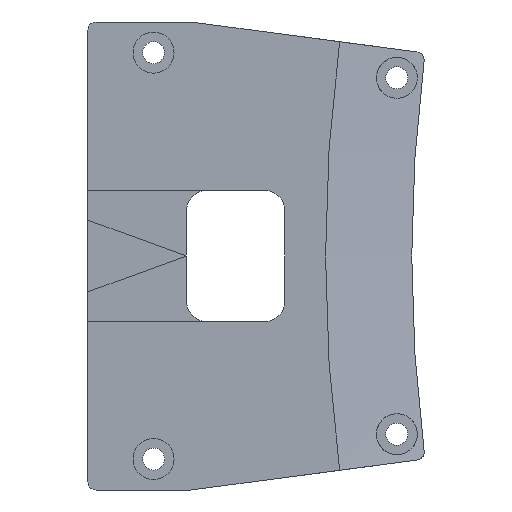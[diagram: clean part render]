
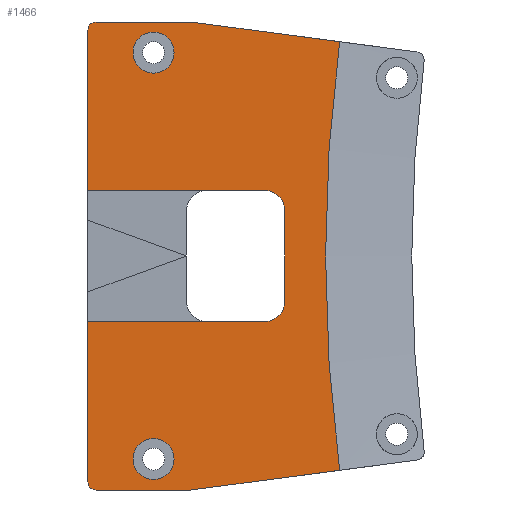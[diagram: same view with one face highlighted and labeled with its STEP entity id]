
A CAD part, front view. The second image highlights one B-rep face of the part: STEP entity #1466.
In plain terms, the highlighted planar face has unit normal (0, -1, 0).
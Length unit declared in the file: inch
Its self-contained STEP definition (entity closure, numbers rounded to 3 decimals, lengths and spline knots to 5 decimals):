
#71=FACE_BOUND('',#269,.T.);
#72=FACE_BOUND('',#270,.T.);
#110=CIRCLE('',#1578,9.96);
#122=CIRCLE('',#1603,0.05);
#123=CIRCLE('',#1606,0.125);
#124=CIRCLE('',#1607,0.125);
#125=CIRCLE('',#1608,0.05);
#126=CIRCLE('',#1609,0.125);
#127=CIRCLE('',#1610,0.125);
#178=FACE_OUTER_BOUND('',#268,.T.);
#268=EDGE_LOOP('',(#1177,#1178,#1179,#1180,#1181,#1182,#1183,#1184,#1185,
#1186,#1187,#1188,#1189,#1190));
#269=EDGE_LOOP('',(#1191));
#270=EDGE_LOOP('',(#1192));
#347=LINE('',#2144,#486);
#355=LINE('',#2160,#494);
#373=LINE('',#2213,#512);
#395=LINE('',#2390,#534);
#402=LINE('',#2415,#541);
#423=LINE('',#2588,#562);
#424=LINE('',#2591,#563);
#425=LINE('',#2595,#564);
#426=LINE('',#2598,#565);
#486=VECTOR('',#1704,0.3937);
#494=VECTOR('',#1712,0.3937);
#512=VECTOR('',#1760,0.3937);
#534=VECTOR('',#1814,0.3937);
#541=VECTOR('',#1835,0.3937);
#562=VECTOR('',#1918,0.3937);
#563=VECTOR('',#1921,0.3937);
#564=VECTOR('',#1924,0.3937);
#565=VECTOR('',#1927,0.3937);
#624=VERTEX_POINT('',#2141);
#625=VERTEX_POINT('',#2143);
#632=VERTEX_POINT('',#2157);
#633=VERTEX_POINT('',#2159);
#652=VERTEX_POINT('',#2210);
#653=VERTEX_POINT('',#2212);
#684=VERTEX_POINT('',#2388);
#694=VERTEX_POINT('',#2412);
#695=VERTEX_POINT('',#2414);
#720=VERTEX_POINT('',#2583);
#721=VERTEX_POINT('',#2590);
#722=VERTEX_POINT('',#2592);
#723=VERTEX_POINT('',#2594);
#724=VERTEX_POINT('',#2596);
#725=VERTEX_POINT('',#2600);
#726=VERTEX_POINT('',#2602);
#769=EDGE_CURVE('',#624,#625,#347,.T.);
#777=EDGE_CURVE('',#632,#633,#355,.T.);
#803=EDGE_CURVE('',#652,#653,#373,.T.);
#842=EDGE_CURVE('',#684,#652,#395,.T.);
#854=EDGE_CURVE('',#694,#695,#402,.T.);
#864=EDGE_CURVE('',#695,#684,#110,.T.);
#893=EDGE_CURVE('',#633,#720,#122,.T.);
#896=EDGE_CURVE('',#720,#694,#423,.T.);
#897=EDGE_CURVE('',#632,#721,#424,.T.);
#898=EDGE_CURVE('',#722,#721,#123,.T.);
#899=EDGE_CURVE('',#722,#723,#425,.T.);
#900=EDGE_CURVE('',#724,#723,#124,.T.);
#901=EDGE_CURVE('',#724,#625,#426,.T.);
#902=EDGE_CURVE('',#653,#624,#125,.T.);
#903=EDGE_CURVE('',#725,#725,#126,.T.);
#904=EDGE_CURVE('',#726,#726,#127,.T.);
#1177=ORIENTED_EDGE('',*,*,#864,.F.);
#1178=ORIENTED_EDGE('',*,*,#854,.F.);
#1179=ORIENTED_EDGE('',*,*,#896,.F.);
#1180=ORIENTED_EDGE('',*,*,#893,.F.);
#1181=ORIENTED_EDGE('',*,*,#777,.F.);
#1182=ORIENTED_EDGE('',*,*,#897,.T.);
#1183=ORIENTED_EDGE('',*,*,#898,.F.);
#1184=ORIENTED_EDGE('',*,*,#899,.T.);
#1185=ORIENTED_EDGE('',*,*,#900,.F.);
#1186=ORIENTED_EDGE('',*,*,#901,.T.);
#1187=ORIENTED_EDGE('',*,*,#769,.F.);
#1188=ORIENTED_EDGE('',*,*,#902,.F.);
#1189=ORIENTED_EDGE('',*,*,#803,.F.);
#1190=ORIENTED_EDGE('',*,*,#842,.F.);
#1191=ORIENTED_EDGE('',*,*,#903,.T.);
#1192=ORIENTED_EDGE('',*,*,#904,.T.);
#1404=PLANE('',#1605);
#1466=ADVANCED_FACE('',(#178,#71,#72),#1404,.F.);
#1578=AXIS2_PLACEMENT_3D('',#2451,#1849,#1850);
#1603=AXIS2_PLACEMENT_3D('',#2584,#1912,#1913);
#1605=AXIS2_PLACEMENT_3D('',#2589,#1919,#1920);
#1606=AXIS2_PLACEMENT_3D('',#2593,#1922,#1923);
#1607=AXIS2_PLACEMENT_3D('',#2597,#1925,#1926);
#1608=AXIS2_PLACEMENT_3D('',#2599,#1928,#1929);
#1609=AXIS2_PLACEMENT_3D('',#2601,#1930,#1931);
#1610=AXIS2_PLACEMENT_3D('',#2603,#1932,#1933);
#1704=DIRECTION('',(0.,0.,1.));
#1712=DIRECTION('',(0.,0.,1.));
#1760=DIRECTION('',(-1.,0.,0.));
#1814=DIRECTION('',(-0.991,0.,-0.131));
#1835=DIRECTION('',(0.991,0.,-0.131));
#1849=DIRECTION('center_axis',(0.,-1.,0.));
#1850=DIRECTION('ref_axis',(-0.991,0.,0.131));
#1912=DIRECTION('center_axis',(0.,1.,0.));
#1913=DIRECTION('ref_axis',(-0.707,0.,0.707));
#1918=DIRECTION('',(1.,0.,0.));
#1919=DIRECTION('center_axis',(0.,1.,0.));
#1920=DIRECTION('ref_axis',(0.,0.,1.));
#1921=DIRECTION('',(1.,0.,0.));
#1922=DIRECTION('center_axis',(0.,-1.,0.));
#1923=DIRECTION('ref_axis',(0.707,0.,0.707));
#1924=DIRECTION('',(0.,0.,-1.));
#1925=DIRECTION('center_axis',(0.,-1.,0.));
#1926=DIRECTION('ref_axis',(0.707,0.,-0.707));
#1927=DIRECTION('',(-1.,0.,0.));
#1928=DIRECTION('center_axis',(0.,1.,0.));
#1929=DIRECTION('ref_axis',(-0.707,0.,-0.707));
#1930=DIRECTION('center_axis',(0.,1.,0.));
#1931=DIRECTION('ref_axis',(1.,0.,0.));
#1932=DIRECTION('center_axis',(0.,1.,0.));
#1933=DIRECTION('ref_axis',(1.,0.,0.));
#2141=CARTESIAN_POINT('',(-11.40731,0.,-1.375));
#2143=CARTESIAN_POINT('',(-11.40731,0.,-0.4));
#2144=CARTESIAN_POINT('',(-11.40731,0.,-1.425));
#2157=CARTESIAN_POINT('',(-11.40731,0.,0.4));
#2159=CARTESIAN_POINT('',(-11.40731,0.,1.375));
#2160=CARTESIAN_POINT('',(-11.40731,0.,-1.425));
#2210=CARTESIAN_POINT('',(-10.78123,0.,-1.425));
#2212=CARTESIAN_POINT('',(-11.35731,0.,-1.425));
#2213=CARTESIAN_POINT('',(-10.78123,0.,-1.425));
#2388=CARTESIAN_POINT('',(-9.87412,0.,-1.3051));
#2390=CARTESIAN_POINT('',(-10.78123,0.,-1.425));
#2412=CARTESIAN_POINT('',(-10.78123,0.,1.425));
#2414=CARTESIAN_POINT('',(-9.87412,0.,1.3051));
#2415=CARTESIAN_POINT('',(-10.78123,0.,1.425));
#2451=CARTESIAN_POINT('Origin',(0.,0.,0.));
#2583=CARTESIAN_POINT('',(-11.35731,0.,1.425));
#2584=CARTESIAN_POINT('Origin',(-11.35731,0.,1.375));
#2588=CARTESIAN_POINT('',(-11.40731,0.,1.425));
#2589=CARTESIAN_POINT('Origin',(-11.09427,0.,0.));
#2590=CARTESIAN_POINT('',(-10.33231,0.,0.4));
#2591=CARTESIAN_POINT('',(-10.95079,0.,0.4));
#2592=CARTESIAN_POINT('',(-10.20731,0.,0.275));
#2593=CARTESIAN_POINT('Origin',(-10.33231,0.,0.275));
#2594=CARTESIAN_POINT('',(-10.20731,0.,-0.275));
#2595=CARTESIAN_POINT('',(-10.20731,0.,0.2));
#2596=CARTESIAN_POINT('',(-10.33231,0.,-0.4));
#2597=CARTESIAN_POINT('Origin',(-10.33231,0.,-0.275));
#2598=CARTESIAN_POINT('',(-10.95079,0.,-0.4));
#2599=CARTESIAN_POINT('Origin',(-11.35731,0.,-1.375));
#2600=CARTESIAN_POINT('',(-11.13231,0.,1.23846));
#2601=CARTESIAN_POINT('Origin',(-11.00731,0.,1.23846));
#2602=CARTESIAN_POINT('',(-11.13231,0.,-1.23654));
#2603=CARTESIAN_POINT('Origin',(-11.00731,0.,-1.23654));
